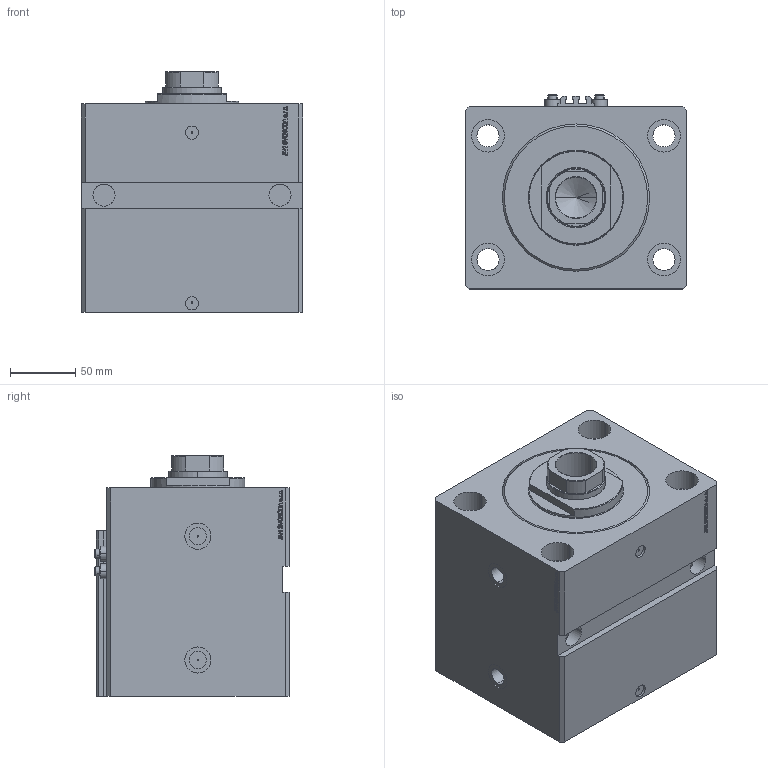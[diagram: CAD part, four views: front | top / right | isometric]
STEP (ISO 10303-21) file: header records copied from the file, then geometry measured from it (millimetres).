
FILE_DESCRIPTION (( 'STEP AP203' ), '1' );
FILE_NAME ('c089.STEP', '2022-04-09T15:07:12', ( '' ), ( '' ), 'SwSTEP 2.0', 'SolidWorks 2019', '' );
FILE_SCHEMA (( 'CONFIG_CONTROL_DESIGN' ));
Length unit declared in the file: millimetre
Products named in the file (5): V250CE_VC_E b37835a2e5c2d39918106a9f15e7b8f2; c089; ALLEN BOLT V250CE b37835a2e5c2d39918106a9f15e7b8f2; V250CE_C_VCP b37835a2e5c2d39918106a9f15e7b8f2; V250CE_E_Body b37835a2e5c2d39918106a9f15e7b8f2
Assembly tree (7 placements, depth 2):
  c089
    V250CE_E_Body b37835a2e5c2d39918106a9f15e7b8f2
    ALLEN BOLT V250CE b37835a2e5c2d39918106a9f15e7b8f2  x4
    V250CE_C_VCP b37835a2e5c2d39918106a9f15e7b8f2
    V250CE_VC_E b37835a2e5c2d39918106a9f15e7b8f2
Bounding box: 170 x 149 x 184.9 mm (x, y, z)
Volume: 3280638.5 mm3; surface area: 338245.9 mm2
Topology: 8 solids, 8 shells, 1103 faces, 2756 edges, 1799 vertices
Faces by surface type: plane 547, bspline 368, cylinder 118, cone 56, torus 14
Entity records: 48470 total; most frequent: CARTESIAN_POINT 25487, ORIENTED_EDGE 5202, DIRECTION 3399, EDGE_CURVE 2601, VERTEX_POINT 1715, VECTOR 1601, LINE 1601, EDGE_LOOP 1164
